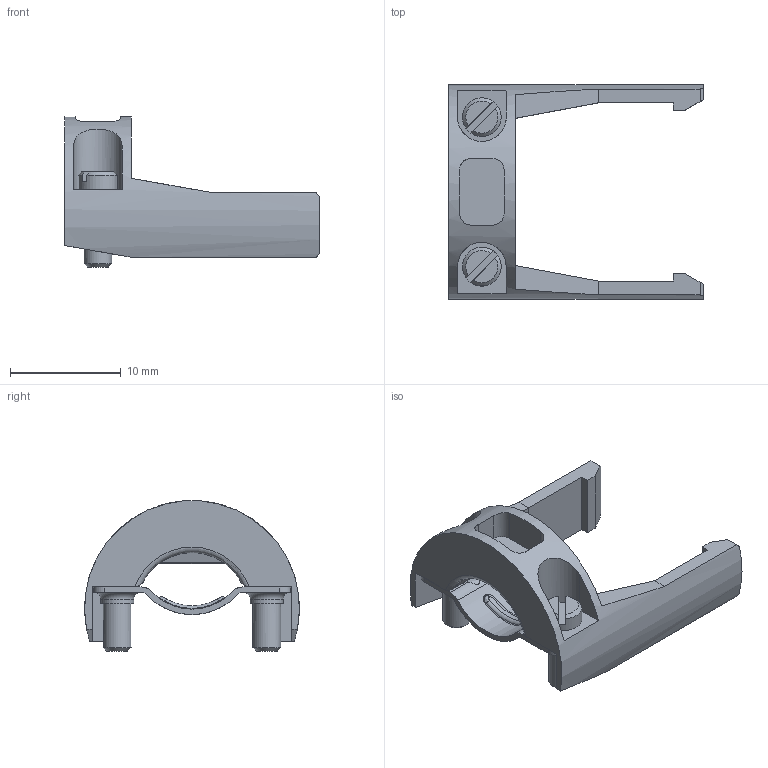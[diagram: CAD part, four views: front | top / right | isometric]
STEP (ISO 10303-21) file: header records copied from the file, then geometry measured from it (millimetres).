
FILE_DESCRIPTION(/* description */ (''),/* implementation_level */ '2;1');
FILE_NAME(/* name */ '08 0628 000 008 001_01-Kabelklemme.stp',/* time_stamp */ '2017-07-03T13:49:06+02:00',/* author */ (''),/* organization */ (''),/* preprocessor_version */ 'ST-DEVELOPER v16',/* originating_system */ 'SIEMENS PLM Software NX 11.0',/* authorisation */ '');
FILE_SCHEMA (('AUTOMOTIVE_DESIGN { 1 0 10303 214 3 1 1 1 }'));
Length unit declared in the file: millimetre
Products named in the file (1): smag1BC09891iisr
Bounding box: 23 x 19.4 x 13.58 mm (x, y, z)
Volume: 917.1 mm3; surface area: 1634 mm2
Topology: 1 solids, 1 shells, 149 faces, 392 edges, 252 vertices
Faces by surface type: plane 75, cylinder 40, torus 14, bspline 14, cone 6
Full cylindrical faces by diameter (mm): 2.5 x4, 2.6 x2, 3 x2, 3.5 x2
Entity records: 5435 total; most frequent: CARTESIAN_POINT 1859, ORIENTED_EDGE 736, DIRECTION 728, EDGE_CURVE 368, AXIS2_PLACEMENT_3D 274, VERTEX_POINT 242, LINE 180, VECTOR 180
